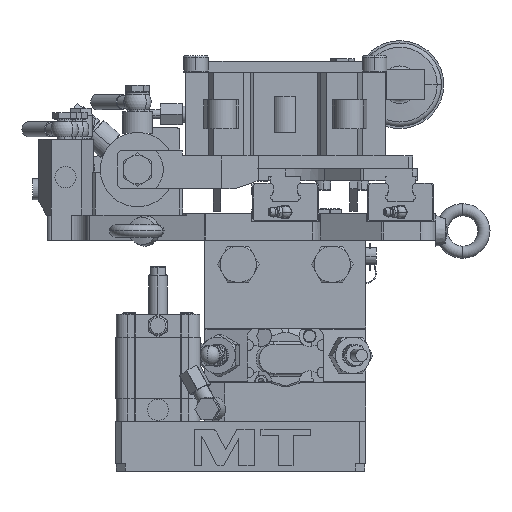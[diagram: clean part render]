
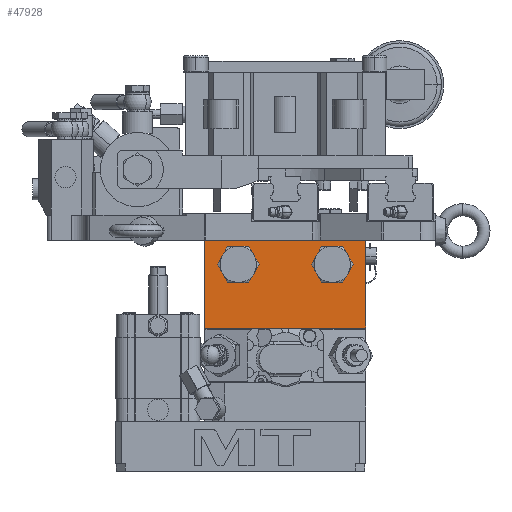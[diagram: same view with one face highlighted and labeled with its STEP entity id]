
A CAD part, left-side view. The second image highlights one B-rep face of the part: STEP entity #47928.
In plain terms, the highlighted planar face has unit normal (-1, 0, 0).
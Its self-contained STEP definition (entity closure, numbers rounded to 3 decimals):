
#8831=DIRECTION('',(0.,-1.,0.));
#8832=VECTOR('',#8831,106.);
#8833=CARTESIAN_POINT('',(-64.,53.,13.));
#8834=LINE('',#8833,#8832);
#8835=DIRECTION('',(0.,0.,1.));
#8836=VECTOR('',#8835,58.);
#8837=CARTESIAN_POINT('',(-64.,53.,13.));
#8838=LINE('',#8837,#8836);
#8839=DIRECTION('',(0.,-1.,0.));
#8840=VECTOR('',#8839,106.);
#8841=CARTESIAN_POINT('',(-64.,53.,71.));
#8842=LINE('',#8841,#8840);
#8888=DIRECTION('',(0.,0.,1.));
#8889=VECTOR('',#8888,58.);
#8890=CARTESIAN_POINT('',(-64.,-53.,13.));
#8891=LINE('',#8890,#8889);
#16624=CARTESIAN_POINT('',(-64.,-31.,55.));
#16625=DIRECTION('',(1.,0.,0.));
#16626=DIRECTION('',(0.,0.,1.));
#16627=AXIS2_PLACEMENT_3D('',#16624,#16625,#16626);
#16644=CARTESIAN_POINT('',(-64.,-31.,55.));
#16645=DIRECTION('',(1.,0.,0.));
#16646=DIRECTION('',(0.,0.,-1.));
#16647=AXIS2_PLACEMENT_3D('',#16644,#16645,#16646);
#17194=CARTESIAN_POINT('',(-64.,31.,55.));
#17195=DIRECTION('',(1.,0.,0.));
#17196=DIRECTION('',(0.,0.,1.));
#17197=AXIS2_PLACEMENT_3D('',#17194,#17195,#17196);
#17214=CARTESIAN_POINT('',(-64.,31.,55.));
#17215=DIRECTION('',(1.,0.,0.));
#17216=DIRECTION('',(0.,0.,-1.));
#17217=AXIS2_PLACEMENT_3D('',#17214,#17215,#17216);
#33285=CARTESIAN_POINT('',(-64.,53.,13.));
#33286=CARTESIAN_POINT('',(-64.,-53.,13.));
#33287=VERTEX_POINT('',#33285);
#33288=VERTEX_POINT('',#33286);
#33474=CARTESIAN_POINT('',(-64.,31.,67.));
#33475=CARTESIAN_POINT('',(-64.,31.,43.));
#33476=VERTEX_POINT('',#33474);
#33477=VERTEX_POINT('',#33475);
#33478=CARTESIAN_POINT('',(-64.,-31.,67.));
#33479=CARTESIAN_POINT('',(-64.,-31.,43.));
#33480=VERTEX_POINT('',#33478);
#33481=VERTEX_POINT('',#33479);
#37685=CARTESIAN_POINT('',(-64.,53.,71.));
#37686=CARTESIAN_POINT('',(-64.,-53.,71.));
#37687=VERTEX_POINT('',#37685);
#37688=VERTEX_POINT('',#37686);
#47903=CARTESIAN_POINT('',(-64.,31.5,32.5));
#47904=DIRECTION('',(1.,0.,0.));
#47905=DIRECTION('',(0.,-1.,0.));
#47906=AXIS2_PLACEMENT_3D('',#47903,#47904,#47905);
#47907=PLANE('',#47906);
#47909=ORIENTED_EDGE('',*,*,#47908,.F.);
#47911=ORIENTED_EDGE('',*,*,#47910,.F.);
#47912=ORIENTED_EDGE('',*,*,#47870,.T.);
#47913=ORIENTED_EDGE('',*,*,#43594,.T.);
#47914=EDGE_LOOP('',(#47909,#47911,#47912,#47913));
#47915=FACE_OUTER_BOUND('',#47914,.F.);
#47917=ORIENTED_EDGE('',*,*,#47916,.F.);
#47919=ORIENTED_EDGE('',*,*,#47918,.F.);
#47920=EDGE_LOOP('',(#47917,#47919));
#47921=FACE_BOUND('',#47920,.F.);
#47923=ORIENTED_EDGE('',*,*,#47922,.F.);
#47925=ORIENTED_EDGE('',*,*,#47924,.F.);
#47926=EDGE_LOOP('',(#47923,#47925));
#47927=FACE_BOUND('',#47926,.F.);
#47928=ADVANCED_FACE('',(#47915,#47921,#47927),#47907,.F.);
#16628=CIRCLE('',#16627,12.);
#16648=CIRCLE('',#16647,12.);
#17198=CIRCLE('',#17197,12.);
#17218=CIRCLE('',#17217,12.);
#43594=EDGE_CURVE('',#37687,#37688,#8842,.T.);
#47870=EDGE_CURVE('',#33287,#37687,#8838,.T.);
#47908=EDGE_CURVE('',#33288,#37688,#8891,.T.);
#47910=EDGE_CURVE('',#33287,#33288,#8834,.T.);
#47916=EDGE_CURVE('',#33480,#33481,#16628,.T.);
#47918=EDGE_CURVE('',#33481,#33480,#16648,.T.);
#47922=EDGE_CURVE('',#33476,#33477,#17198,.T.);
#47924=EDGE_CURVE('',#33477,#33476,#17218,.T.);
